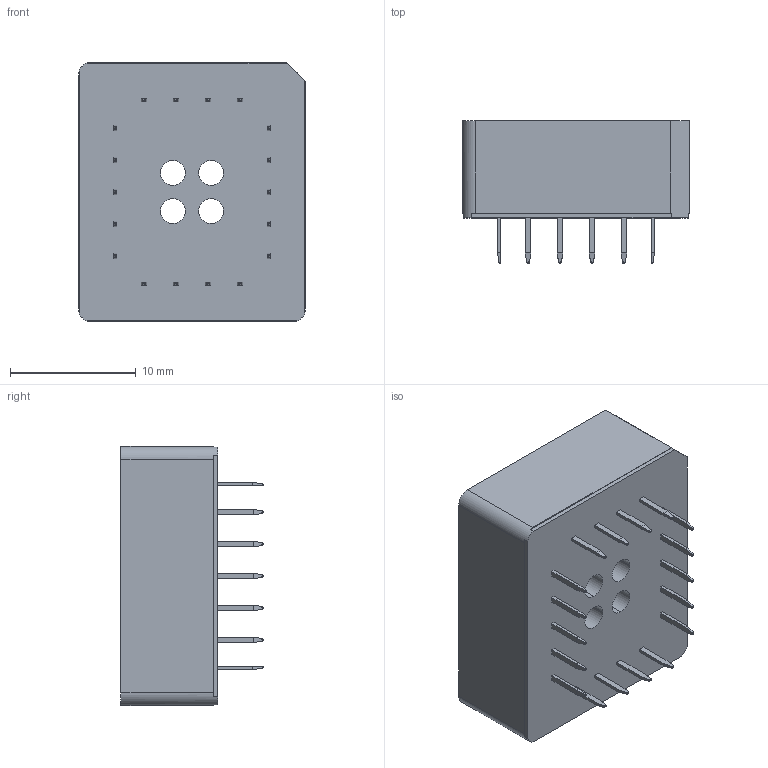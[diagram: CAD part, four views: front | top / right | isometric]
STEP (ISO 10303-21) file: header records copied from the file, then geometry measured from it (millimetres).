
FILE_DESCRIPTION(('STEP AP242'),'1');
FILE_NAME('540-88-032-24-008.stp','2021-11-18T12:22:49',('TraceParts'),('TraceParts S.A.'),'Spatial InterOp 3D',' ',' ');
FILE_SCHEMA(('AP242_MANAGED_MODEL_BASED_3D_ENGINEERING_MIM_LF {1 0 10303 442 1 1 4}'));
Length unit declared in the file: millimetre
Products named in the file (1): 540-88-032-24-008
Bounding box: 18.04 x 11.3 x 20.6 mm (x, y, z)
Volume: 1782.1 mm3; surface area: 2601.2 mm2
Topology: 1 solids, 1 shells, 1093 faces, 3105 edges, 2070 vertices
Faces by surface type: plane 636, cylinder 457
Entity records: 60392 total; most frequent: CARTESIAN_POINT 6809, ORIENTED_EDGE 6210, DIRECTION 6141, STYLED_ITEM 4198, PRESENTATION_STYLE_ASSIGNMENT 4198, COLOUR_RGB 4198, EDGE_CURVE 3105, CURVE_STYLE 3105
